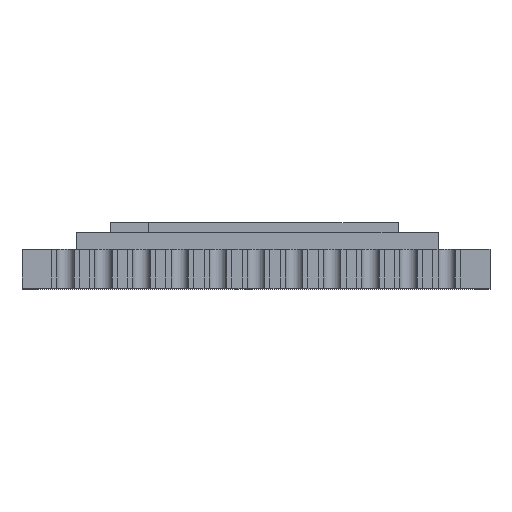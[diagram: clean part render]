
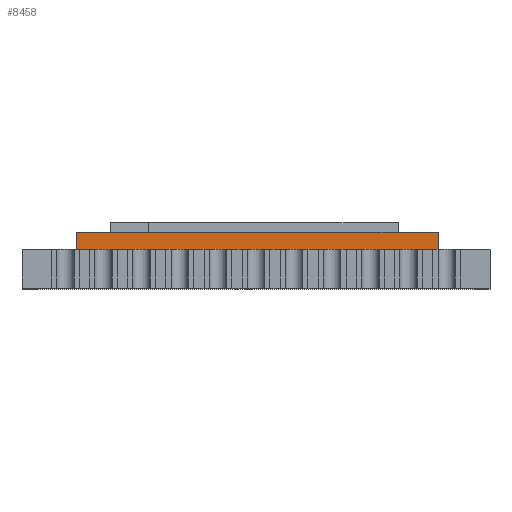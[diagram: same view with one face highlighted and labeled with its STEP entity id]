
A CAD part, top view. The second image highlights one B-rep face of the part: STEP entity #8458.
In plain terms, the highlighted planar face has unit normal (0, 0, 1).
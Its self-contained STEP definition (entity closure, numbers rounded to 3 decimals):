
#531=PLANE('',#9052);
#998=FACE_OUTER_BOUND('',#1466,.T.);
#1466=EDGE_LOOP('',(#7951,#7952,#7953,#7954));
#2539=LINE('',#13596,#3623);
#2543=LINE('',#13605,#3627);
#2548=LINE('',#13613,#3632);
#2550=LINE('',#13617,#3634);
#3623=VECTOR('',#11199,10.);
#3627=VECTOR('',#11205,10.);
#3632=VECTOR('',#11212,10.);
#3634=VECTOR('',#11218,10.);
#4473=VERTEX_POINT('',#13594);
#4474=VERTEX_POINT('',#13595);
#4477=VERTEX_POINT('',#13603);
#4478=VERTEX_POINT('',#13604);
#5627=EDGE_CURVE('',#4473,#4474,#2539,.T.);
#5631=EDGE_CURVE('',#4477,#4478,#2543,.T.);
#5636=EDGE_CURVE('',#4473,#4478,#2548,.T.);
#5638=EDGE_CURVE('',#4474,#4477,#2550,.T.);
#7951=ORIENTED_EDGE('',*,*,#5636,.T.);
#7952=ORIENTED_EDGE('',*,*,#5631,.F.);
#7953=ORIENTED_EDGE('',*,*,#5638,.F.);
#7954=ORIENTED_EDGE('',*,*,#5627,.F.);
#8458=ADVANCED_FACE('',(#998),#531,.F.);
#9052=AXIS2_PLACEMENT_3D('',#13618,#11219,#11220);
#11199=DIRECTION('',(1.,0.,0.));
#11205=DIRECTION('',(-1.,0.,0.));
#11212=DIRECTION('',(0.,-1.,0.));
#11218=DIRECTION('',(0.,-1.,0.));
#11219=DIRECTION('center_axis',(0.,0.,-1.));
#11220=DIRECTION('ref_axis',(0.,1.,0.));
#13594=CARTESIAN_POINT('',(-5.184,1.62,7.168));
#13595=CARTESIAN_POINT('',(5.254,1.62,7.168));
#13596=CARTESIAN_POINT('',(0.035,1.62,7.168));
#13603=CARTESIAN_POINT('',(5.254,1.12,7.168));
#13604=CARTESIAN_POINT('',(-5.184,1.12,7.168));
#13605=CARTESIAN_POINT('',(0.035,1.12,7.168));
#13613=CARTESIAN_POINT('',(-5.184,1.37,7.168));
#13617=CARTESIAN_POINT('',(5.254,1.37,7.168));
#13618=CARTESIAN_POINT('Origin',(0.035,1.37,7.168));
